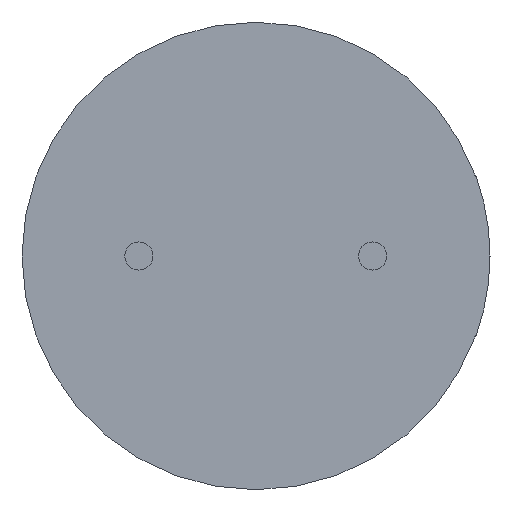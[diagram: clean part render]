
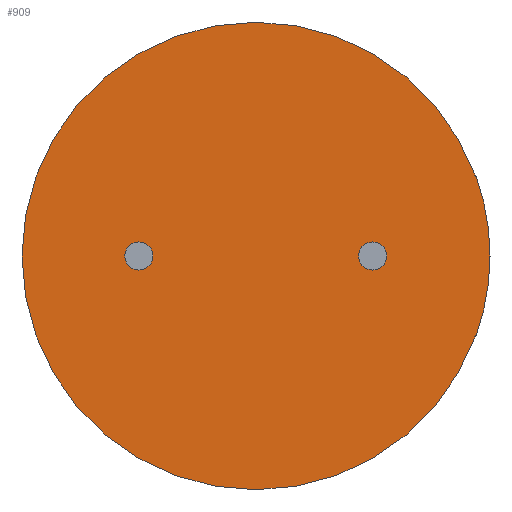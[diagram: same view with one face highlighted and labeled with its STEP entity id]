
A CAD part, front view. The second image highlights one B-rep face of the part: STEP entity #909.
In plain terms, the highlighted planar face has unit normal (0, -1, 0).
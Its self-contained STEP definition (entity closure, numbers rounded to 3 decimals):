
#18 = CIRCLE ( 'NONE', #633, 5.01 ) ;
#24 = CARTESIAN_POINT ( 'NONE',  ( -2.5, 0., 0.3 ) ) ;
#49 = ORIENTED_EDGE ( 'NONE', *, *, #2001, .T. ) ;
#59 = ORIENTED_EDGE ( 'NONE', *, *, #1531, .F. ) ;
#92 = EDGE_CURVE ( 'NONE', #916, #2810, #666, .T. ) ;
#96 = EDGE_CURVE ( 'NONE', #2669, #2790, #2716, .T. ) ;
#99 = CARTESIAN_POINT ( 'NONE',  ( 0., 0., 0. ) ) ;
#104 = DIRECTION ( 'NONE',  ( 0., 0., -1. ) ) ;
#168 = AXIS2_PLACEMENT_3D ( 'NONE', #1727, #699, #104 ) ;
#181 = CARTESIAN_POINT ( 'NONE',  ( 2.5, 0., 0. ) ) ;
#196 = EDGE_LOOP ( 'NONE', ( #2188, #1823 ) ) ;
#197 = FACE_OUTER_BOUND ( 'NONE', #2713, .T. ) ;
#221 = CARTESIAN_POINT ( 'NONE',  ( 0., 0., 0. ) ) ;
#267 = CIRCLE ( 'NONE', #677, 0.3 ) ;
#292 = DIRECTION ( 'NONE',  ( 0., 0., -1. ) ) ;
#300 = DIRECTION ( 'NONE',  ( 0., -1., 0. ) ) ;
#308 = VERTEX_POINT ( 'NONE', #1043 ) ;
#343 = DIRECTION ( 'NONE',  ( 0., -1., 0. ) ) ;
#414 = VECTOR ( 'NONE', #851, 1000. ) ;
#450 = EDGE_CURVE ( 'NONE', #1895, #467, #2816, .T. ) ;
#467 = VERTEX_POINT ( 'NONE', #565 ) ;
#485 = ORIENTED_EDGE ( 'NONE', *, *, #450, .T. ) ;
#540 = VERTEX_POINT ( 'NONE', #24 ) ;
#548 = DIRECTION ( 'NONE',  ( 0., 0., -1. ) ) ;
#565 = CARTESIAN_POINT ( 'NONE',  ( 0., 0., -5. ) ) ;
#601 = CARTESIAN_POINT ( 'NONE',  ( 0., 0., 0. ) ) ;
#633 = AXIS2_PLACEMENT_3D ( 'NONE', #1959, #822, #2916 ) ;
#666 = CIRCLE ( 'NONE', #2906, 5.01 ) ;
#677 = AXIS2_PLACEMENT_3D ( 'NONE', #1733, #800, #1292 ) ;
#699 = DIRECTION ( 'NONE',  ( 0., -1., 0. ) ) ;
#732 = CIRCLE ( 'NONE', #2679, 0.3 ) ;
#758 = EDGE_CURVE ( 'NONE', #308, #540, #1122, .T. ) ;
#787 = VECTOR ( 'NONE', #2513, 1000. ) ;
#800 = DIRECTION ( 'NONE',  ( 0., -1., 0. ) ) ;
#805 = CARTESIAN_POINT ( 'NONE',  ( 2.5, 0., 0.3 ) ) ;
#822 = DIRECTION ( 'NONE',  ( 0., -1., 0. ) ) ;
#839 = CARTESIAN_POINT ( 'NONE',  ( 2.5, 0., -0.3 ) ) ;
#851 = DIRECTION ( 'NONE',  ( 0.94, 0., -0.342 ) ) ;
#901 = DIRECTION ( 'NONE',  ( 0., 0., -1. ) ) ;
#909 = ADVANCED_FACE ( 'NONE', ( #197, #3059, #2864 ), #1431, .T. ) ;
#916 = VERTEX_POINT ( 'NONE', #2216 ) ;
#957 = EDGE_CURVE ( 'NONE', #1996, #2799, #2126, .T. ) ;
#964 = AXIS2_PLACEMENT_3D ( 'NONE', #221, #2470, #2922 ) ;
#1040 = ORIENTED_EDGE ( 'NONE', *, *, #96, .T. ) ;
#1043 = CARTESIAN_POINT ( 'NONE',  ( -2.5, 0., -0.3 ) ) ;
#1050 = CARTESIAN_POINT ( 'NONE',  ( 0., 0., 0. ) ) ;
#1084 = ORIENTED_EDGE ( 'NONE', *, *, #2297, .F. ) ;
#1112 = DIRECTION ( 'NONE',  ( 0., 0., -1. ) ) ;
#1122 = CIRCLE ( 'NONE', #2674, 0.3 ) ;
#1247 = CARTESIAN_POINT ( 'NONE',  ( 4.708, 0., -1.714 ) ) ;
#1281 = CARTESIAN_POINT ( 'NONE',  ( 0., 0., 0. ) ) ;
#1292 = DIRECTION ( 'NONE',  ( 0., 0., -1. ) ) ;
#1324 = ORIENTED_EDGE ( 'NONE', *, *, #758, .F. ) ;
#1404 = EDGE_CURVE ( 'NONE', #467, #2669, #1617, .T. ) ;
#1431 = PLANE ( 'NONE',  #2625 ) ;
#1531 = EDGE_CURVE ( 'NONE', #540, #308, #267, .T. ) ;
#1574 = CARTESIAN_POINT ( 'NONE',  ( -2.5, 0., 0. ) ) ;
#1589 = CARTESIAN_POINT ( 'NONE',  ( 0., 0., 5. ) ) ;
#1614 = EDGE_CURVE ( 'NONE', #2799, #1996, #732, .T. ) ;
#1617 = CIRCLE ( 'NONE', #2871, 5. ) ;
#1687 = CARTESIAN_POINT ( 'NONE',  ( 0., 0., 0. ) ) ;
#1707 = CARTESIAN_POINT ( 'NONE',  ( 4.708, 0., 1.714 ) ) ;
#1727 = CARTESIAN_POINT ( 'NONE',  ( 2.5, 0., 0. ) ) ;
#1733 = CARTESIAN_POINT ( 'NONE',  ( -2.5, 0., 0. ) ) ;
#1751 = EDGE_CURVE ( 'NONE', #2790, #916, #18, .T. ) ;
#1756 = DIRECTION ( 'NONE',  ( 1., 0., 0. ) ) ;
#1773 = CARTESIAN_POINT ( 'NONE',  ( 4.698, 0., 1.71 ) ) ;
#1781 = AXIS2_PLACEMENT_3D ( 'NONE', #99, #343, #1112 ) ;
#1821 = DIRECTION ( 'NONE',  ( 0., -1., 0. ) ) ;
#1823 = ORIENTED_EDGE ( 'NONE', *, *, #957, .F. ) ;
#1895 = VERTEX_POINT ( 'NONE', #1589 ) ;
#1959 = CARTESIAN_POINT ( 'NONE',  ( 0., 0., 0. ) ) ;
#1996 = VERTEX_POINT ( 'NONE', #839 ) ;
#2001 = EDGE_CURVE ( 'NONE', #2033, #1895, #3026, .T. ) ;
#2007 = CARTESIAN_POINT ( 'NONE',  ( 0., 0., 0. ) ) ;
#2033 = VERTEX_POINT ( 'NONE', #1773 ) ;
#2096 = DIRECTION ( 'NONE',  ( 0., -1., 0. ) ) ;
#2126 = CIRCLE ( 'NONE', #168, 0.3 ) ;
#2188 = ORIENTED_EDGE ( 'NONE', *, *, #1614, .F. ) ;
#2216 = CARTESIAN_POINT ( 'NONE',  ( 5.01, 0., 0. ) ) ;
#2270 = DIRECTION ( 'NONE',  ( 0., 0., -1. ) ) ;
#2297 = EDGE_CURVE ( 'NONE', #2033, #2810, #2744, .T. ) ;
#2396 = ORIENTED_EDGE ( 'NONE', *, *, #92, .T. ) ;
#2470 = DIRECTION ( 'NONE',  ( 0., -1., 0. ) ) ;
#2490 = ORIENTED_EDGE ( 'NONE', *, *, #1751, .T. ) ;
#2513 = DIRECTION ( 'NONE',  ( 0.94, 0., 0.342 ) ) ;
#2584 = ORIENTED_EDGE ( 'NONE', *, *, #1404, .T. ) ;
#2625 = AXIS2_PLACEMENT_3D ( 'NONE', #1050, #300, #548 ) ;
#2669 = VERTEX_POINT ( 'NONE', #2831 ) ;
#2674 = AXIS2_PLACEMENT_3D ( 'NONE', #1574, #1821, #2270 ) ;
#2679 = AXIS2_PLACEMENT_3D ( 'NONE', #181, #2096, #901 ) ;
#2713 = EDGE_LOOP ( 'NONE', ( #49, #485, #2584, #1040, #2490, #2396, #1084 ) ) ;
#2716 = LINE ( 'NONE', #1281, #414 ) ;
#2744 = LINE ( 'NONE', #601, #787 ) ;
#2790 = VERTEX_POINT ( 'NONE', #1247 ) ;
#2799 = VERTEX_POINT ( 'NONE', #805 ) ;
#2810 = VERTEX_POINT ( 'NONE', #1707 ) ;
#2816 = CIRCLE ( 'NONE', #964, 5. ) ;
#2831 = CARTESIAN_POINT ( 'NONE',  ( 4.698, 0., -1.71 ) ) ;
#2864 = FACE_BOUND ( 'NONE', #196, .T. ) ;
#2871 = AXIS2_PLACEMENT_3D ( 'NONE', #1687, #2960, #292 ) ;
#2906 = AXIS2_PLACEMENT_3D ( 'NONE', #2007, #2936, #1756 ) ;
#2916 = DIRECTION ( 'NONE',  ( 1., 0., 0. ) ) ;
#2922 = DIRECTION ( 'NONE',  ( 0., 0., -1. ) ) ;
#2936 = DIRECTION ( 'NONE',  ( 0., -1., 0. ) ) ;
#2960 = DIRECTION ( 'NONE',  ( 0., -1., 0. ) ) ;
#3026 = CIRCLE ( 'NONE', #1781, 5. ) ;
#3047 = EDGE_LOOP ( 'NONE', ( #59, #1324 ) ) ;
#3059 = FACE_BOUND ( 'NONE', #3047, .T. ) ;
